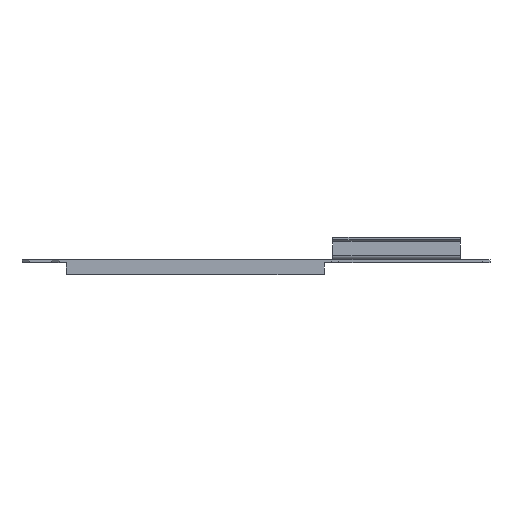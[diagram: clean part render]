
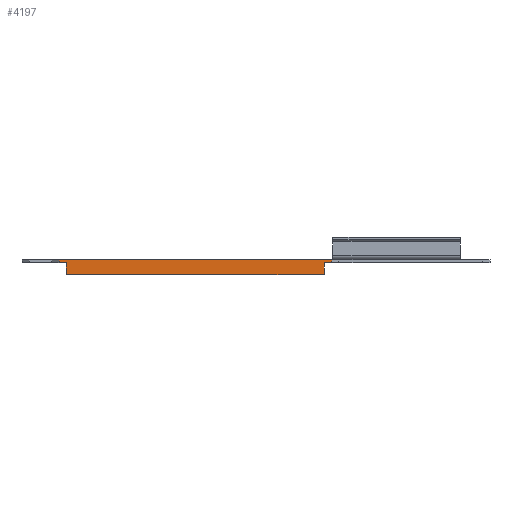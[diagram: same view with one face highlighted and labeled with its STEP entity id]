
A CAD part, front view. The second image highlights one B-rep face of the part: STEP entity #4197.
In plain terms, the highlighted planar face has unit normal (0, -1, 0).
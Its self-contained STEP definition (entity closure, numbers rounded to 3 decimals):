
#294=DIRECTION('',(1.,0.,0.));
#295=VECTOR('',#294,184.);
#296=CARTESIAN_POINT('',(280.416,159.356,2.));
#297=LINE('',#296,#295);
#1794=DIRECTION('',(-1.,0.,0.));
#1795=VECTOR('',#1794,174.);
#1796=CARTESIAN_POINT('',(459.416,159.356,-8.));
#1797=LINE('',#1796,#1795);
#1822=DIRECTION('',(1.,0.,0.));
#1823=VECTOR('',#1822,5.);
#1824=CARTESIAN_POINT('',(459.416,159.356,0.));
#1825=LINE('',#1824,#1823);
#1829=DIRECTION('',(0.,0.,-1.));
#1830=VECTOR('',#1829,8.);
#1831=CARTESIAN_POINT('',(459.416,159.356,0.));
#1832=LINE('',#1831,#1830);
#1836=DIRECTION('',(1.,0.,0.));
#1837=VECTOR('',#1836,5.);
#1838=CARTESIAN_POINT('',(280.416,159.356,0.));
#1839=LINE('',#1838,#1837);
#1843=DIRECTION('',(0.,0.,-1.));
#1844=VECTOR('',#1843,2.);
#1845=CARTESIAN_POINT('',(280.416,159.356,2.));
#1846=LINE('',#1845,#1844);
#1864=DIRECTION('',(0.,0.,-1.));
#1865=VECTOR('',#1864,8.);
#1866=CARTESIAN_POINT('',(285.416,159.356,0.));
#1867=LINE('',#1866,#1865);
#2039=DIRECTION('',(0.,0.,-1.));
#2040=VECTOR('',#2039,2.);
#2041=CARTESIAN_POINT('',(464.416,159.356,2.));
#2042=LINE('',#2041,#2040);
#2232=CARTESIAN_POINT('',(464.416,159.356,2.));
#2233=VERTEX_POINT('',#2232);
#2234=CARTESIAN_POINT('',(464.416,159.356,0.));
#2235=VERTEX_POINT('',#2234);
#2236=CARTESIAN_POINT('',(280.416,159.356,2.));
#2237=VERTEX_POINT('',#2236);
#2238=CARTESIAN_POINT('',(280.416,159.356,0.));
#2239=VERTEX_POINT('',#2238);
#2508=CARTESIAN_POINT('',(459.416,159.356,-8.));
#2509=CARTESIAN_POINT('',(285.416,159.356,-8.));
#2510=VERTEX_POINT('',#2508);
#2511=VERTEX_POINT('',#2509);
#2524=CARTESIAN_POINT('',(285.416,159.356,0.));
#2526=VERTEX_POINT('',#2524);
#2530=CARTESIAN_POINT('',(459.416,159.356,0.));
#2531=VERTEX_POINT('',#2530);
#4178=CARTESIAN_POINT('',(372.416,159.356,0.));
#4179=DIRECTION('',(0.,-1.,0.));
#4180=DIRECTION('',(1.,0.,0.));
#4181=AXIS2_PLACEMENT_3D('',#4178,#4179,#4180);
#4182=PLANE('',#4181);
#4183=ORIENTED_EDGE('',*,*,#2855,.F.);
#4185=ORIENTED_EDGE('',*,*,#4184,.T.);
#4186=ORIENTED_EDGE('',*,*,#4160,.T.);
#4188=ORIENTED_EDGE('',*,*,#4187,.F.);
#4189=ORIENTED_EDGE('',*,*,#2847,.F.);
#4191=ORIENTED_EDGE('',*,*,#4190,.F.);
#4192=ORIENTED_EDGE('',*,*,#2589,.T.);
#4194=ORIENTED_EDGE('',*,*,#4193,.T.);
#4195=EDGE_LOOP('',(#4183,#4185,#4186,#4188,#4189,#4191,#4192,#4194));
#4196=FACE_OUTER_BOUND('',#4195,.F.);
#2589=EDGE_CURVE('',#2237,#2233,#297,.T.);
#2847=EDGE_CURVE('',#2239,#2526,#1839,.T.);
#2855=EDGE_CURVE('',#2531,#2235,#1825,.T.);
#4160=EDGE_CURVE('',#2510,#2511,#1797,.T.);
#4184=EDGE_CURVE('',#2531,#2510,#1832,.T.);
#4187=EDGE_CURVE('',#2526,#2511,#1867,.T.);
#4190=EDGE_CURVE('',#2237,#2239,#1846,.T.);
#4193=EDGE_CURVE('',#2233,#2235,#2042,.T.);
#4197=ADVANCED_FACE('',(#4196),#4182,.T.);
